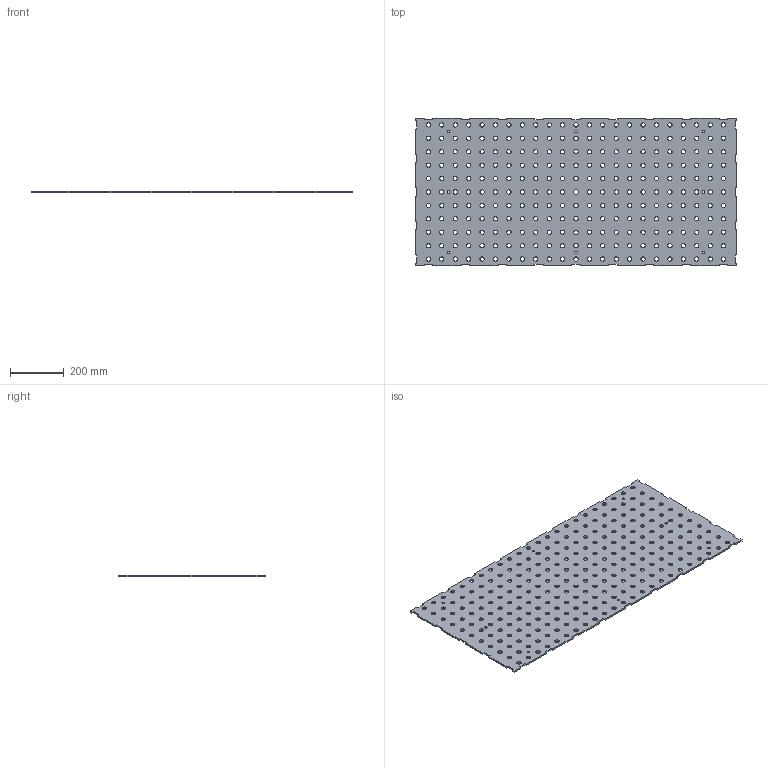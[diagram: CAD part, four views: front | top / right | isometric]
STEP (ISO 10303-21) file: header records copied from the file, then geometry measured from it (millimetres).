
FILE_DESCRIPTION(('FreeCAD Model'),'2;1');
FILE_NAME('Open CASCADE Shape Model','2023-05-02T23:58:11',(''),(''), 'Open CASCADE STEP processor 7.6','FreeCAD','Unknown');
FILE_SCHEMA(('AUTOMOTIVE_DESIGN { 1 0 10303 214 1 1 1 1 }'));
Length unit declared in the file: millimetre
Products named in the file (1): Top001
Bounding box: 1200 x 550 x 6 mm (x, y, z)
Volume: 3618618.2 mm3; surface area: 1307016.6 mm2
Topology: 1 solids, 1 shells, 390 faces, 1164 edges, 776 vertices
Faces by surface type: cylinder 272, plane 118
Full cylindrical faces by diameter (mm): 9 x8, 16 x242
Entity records: 29989 total; most frequent: CARTESIAN_POINT 5493, DIRECTION 4679, LINE 2404, VECTOR 2404, ORIENTED_EDGE 2328, PCURVE 2328, DEFINITIONAL_REPRESENTATION 2328, EDGE_CURVE 1164
